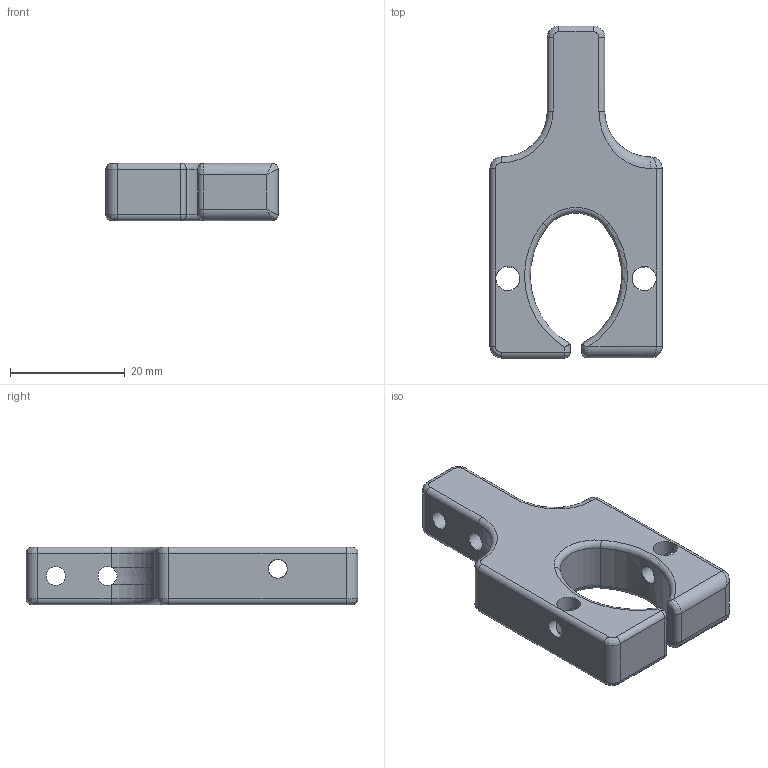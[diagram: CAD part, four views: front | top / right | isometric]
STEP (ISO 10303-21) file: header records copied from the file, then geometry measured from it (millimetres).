
FILE_DESCRIPTION(/* description */ (''),/* implementation_level */ '2;1');
FILE_NAME(/* name */ '31sj1.stp',/* time_stamp */ '2019-05-31T15:29:59+08:00',/* author */ (''),/* organization */ (''),/* preprocessor_version */ 'ST-DEVELOPER v16',/* originating_system */ 'SIEMENS PLM Software NX 10.0',/* authorisation */ '');
FILE_SCHEMA (('CONFIG_CONTROL_DESIGN'));
Length unit declared in the file: millimetre
Products named in the file (1): 31sj1
Bounding box: 30 x 57.81 x 10 mm (x, y, z)
Volume: 9547.1 mm3; surface area: 4451.2 mm2
Topology: 1 solids, 1 shells, 86 faces, 211 edges, 118 vertices
Faces by surface type: cylinder 43, bspline 18, plane 15, torus 8, sphere 2
Full cylindrical faces by diameter (mm): 3.3 x6, 4.2 x2
Entity records: 3308 total; most frequent: CARTESIAN_POINT 1343, DIRECTION 404, ORIENTED_EDGE 380, EDGE_CURVE 190, AXIS2_PLACEMENT_3D 169, VERTEX_POINT 112, EDGE_LOOP 108, CIRCLE 92
